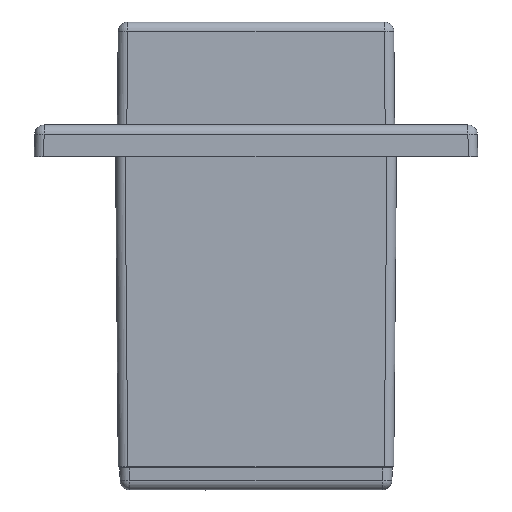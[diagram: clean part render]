
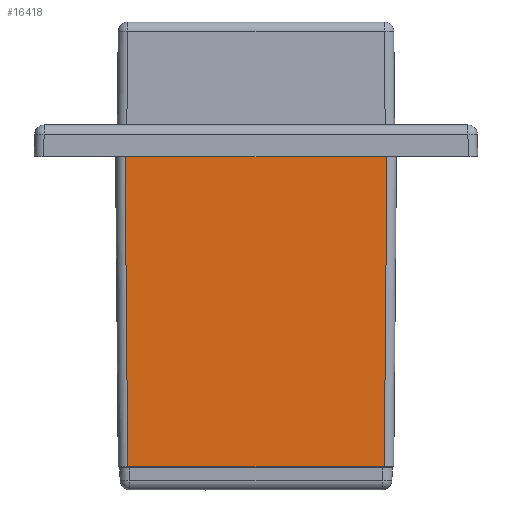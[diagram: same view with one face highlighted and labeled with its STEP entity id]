
A CAD part, left-side view. The second image highlights one B-rep face of the part: STEP entity #16418.
In plain terms, the highlighted planar face has unit normal (-1, 0, -0.009).
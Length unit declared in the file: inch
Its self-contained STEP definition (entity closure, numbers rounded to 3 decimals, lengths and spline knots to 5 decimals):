
#15982 = VERTEX_POINT ( 'NONE', #60378 ) ;
#15987 = EDGE_CURVE ( 'NONE', #29639, #15982, #60376, .T. ) ;
#16211 = VERTEX_POINT ( 'NONE', #60761 ) ;
#16215 = EDGE_CURVE ( 'NONE', #16218, #16211, #60822, .T. ) ;
#16218 = VERTEX_POINT ( 'NONE', #60816 ) ;
#16374 = ORIENTED_EDGE ( 'NONE', *, *, #15987, .T. ) ;
#16375 = ORIENTED_EDGE ( 'NONE', *, *, #16376, .T. ) ;
#16376 = EDGE_CURVE ( 'NONE', #15982, #16218, #61154, .T. ) ;
#16377 = ORIENTED_EDGE ( 'NONE', *, *, #16215, .T. ) ;
#16379 = ORIENTED_EDGE ( 'NONE', *, *, #16382, .T. ) ;
#16382 = EDGE_CURVE ( 'NONE', #16211, #29639, #61140, .T. ) ;
#16418 = ADVANCED_FACE ( 'NONE', ( #61189 ), #61291, .T. ) ;
#16419 = EDGE_LOOP ( 'NONE', ( #16374, #16375, #16377, #16379 ) ) ;
#20338 = CARTESIAN_POINT ( 'NONE',  ( -0.32, 0.405, -0.98 ) ) ;
#29639 = VERTEX_POINT ( 'NONE', #20338 ) ;
#60358 = DIRECTION ( 'NONE',  ( 0., -1., 0. ) ) ;
#60359 = VECTOR ( 'NONE', #60358, 39.37008 ) ;
#60360 = CARTESIAN_POINT ( 'NONE',  ( -0.32, -0.435, -0.98 ) ) ;
#60376 = LINE ( 'NONE', #60360, #60359 ) ;
#60378 = CARTESIAN_POINT ( 'NONE',  ( -0.32, -0.405, -0.98 ) ) ;
#60761 = CARTESIAN_POINT ( 'NONE',  ( -0.32855, 0.41355, 0. ) ) ;
#60816 = CARTESIAN_POINT ( 'NONE',  ( -0.32855, -0.41355, 0. ) ) ;
#60818 = DIRECTION ( 'NONE',  ( 0., 1., 0. ) ) ;
#60820 = VECTOR ( 'NONE', #60818, 39.37008 ) ;
#60821 = CARTESIAN_POINT ( 'NONE',  ( -0.32855, -0.435, 0. ) ) ;
#60822 = LINE ( 'NONE', #60821, #60820 ) ;
#61133 = DIRECTION ( 'NONE',  ( 0.009, -0.009, -1. ) ) ;
#61135 = VECTOR ( 'NONE', #61133, 39.37008 ) ;
#61137 = CARTESIAN_POINT ( 'NONE',  ( -0.31994, 0.40494, -0.98733 ) ) ;
#61140 = LINE ( 'NONE', #61137, #61135 ) ;
#61141 = DIRECTION ( 'NONE',  ( -0.009, -0.009, 1. ) ) ;
#61142 = VECTOR ( 'NONE', #61141, 39.37008 ) ;
#61144 = CARTESIAN_POINT ( 'NONE',  ( -0.32855, -0.41356, 0.00026 ) ) ;
#61154 = LINE ( 'NONE', #61144, #61142 ) ;
#61189 = FACE_OUTER_BOUND ( 'NONE', #16419, .T. ) ;
#61282 = DIRECTION ( 'NONE',  ( -0.009, 0., 1. ) ) ;
#61284 = DIRECTION ( 'NONE',  ( -1., 0., -0.009 ) ) ;
#61285 = AXIS2_PLACEMENT_3D ( 'NONE', #61290, #61284, #61282 ) ;
#61290 = CARTESIAN_POINT ( 'NONE',  ( -0.32, -0.435, -0.98 ) ) ;
#61291 = PLANE ( 'NONE',  #61285 ) ;
